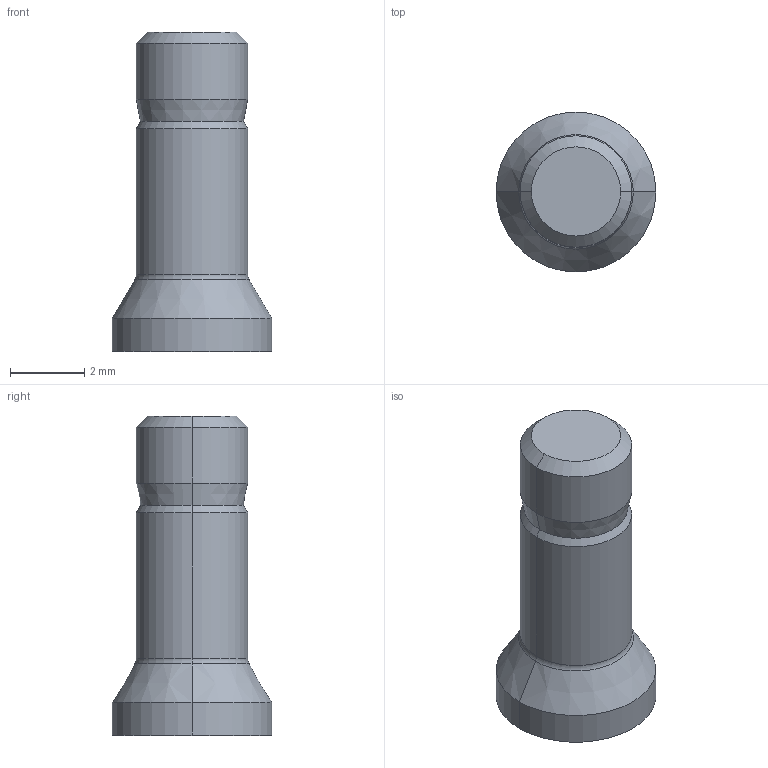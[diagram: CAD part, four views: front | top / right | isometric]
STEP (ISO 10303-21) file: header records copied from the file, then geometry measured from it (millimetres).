
FILE_DESCRIPTION(/* description */ (''),/* implementation_level */ '2;1');
FILE_NAME(/* name */ 'RS3008T.stp',/* time_stamp */ '2022-02-03T10:32:28+09:00',/* author */ (''),/* organization */ (''),/* preprocessor_version */ 'ST-DEVELOPER v16',/* originating_system */ 'SIEMENS PLM Software NX 10.0',/* authorisation */ '');
FILE_SCHEMA (('AUTOMOTIVE_DESIGN { 1 0 10303 214 3 1 1 1 }'));
Length unit declared in the file: millimetre
Products named in the file (1): RS3008T
Bounding box: 4.3 x 4.3 x 8.6 mm (x, y, z)
Volume: 66.3 mm3; surface area: 119 mm2
Topology: 1 solids, 1 shells, 33 faces, 74 edges, 45 vertices
Faces by surface type: cylinder 18, cone 8, plane 3, bspline 2, torus 2
Entity records: 1002 total; most frequent: DIRECTION 190, CARTESIAN_POINT 185, ORIENTED_EDGE 148, AXIS2_PLACEMENT_3D 82, EDGE_CURVE 74, CIRCLE 48, VERTEX_POINT 44, EDGE_LOOP 34
